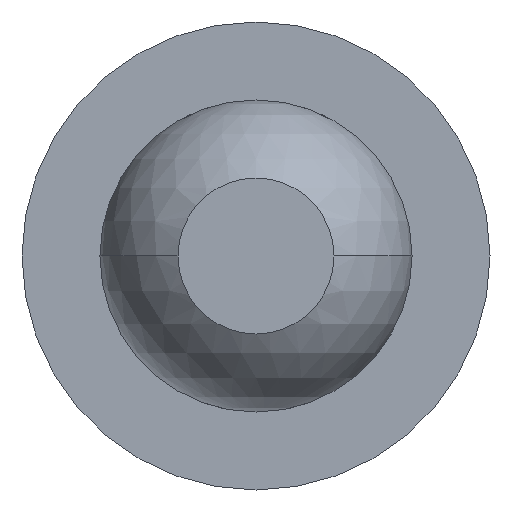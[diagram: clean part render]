
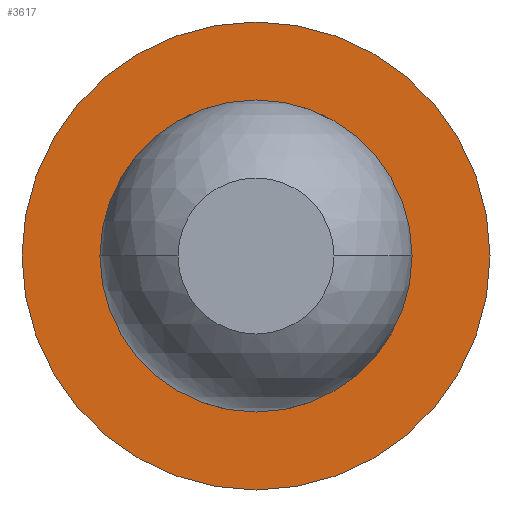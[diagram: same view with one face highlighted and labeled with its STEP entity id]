
A CAD part, front view. The second image highlights one B-rep face of the part: STEP entity #3617.
In plain terms, the highlighted planar face has unit normal (0, -1, 0).
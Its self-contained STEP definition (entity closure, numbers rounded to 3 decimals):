
#77 = EDGE_LOOP ( 'NONE', ( #2530, #1434 ) ) ;
#171 = DIRECTION ( 'NONE',  ( 0., 1., 0. ) ) ;
#216 = AXIS2_PLACEMENT_3D ( 'NONE', #1225, #171, #3638 ) ;
#336 = PLANE ( 'NONE',  #1773 ) ;
#350 = DIRECTION ( 'NONE',  ( 0., 1., 0. ) ) ;
#413 = CARTESIAN_POINT ( 'NONE',  ( 0., 15.5, 0.375 ) ) ;
#617 = DIRECTION ( 'NONE',  ( 0., 0., 1. ) ) ;
#745 = ORIENTED_EDGE ( 'NONE', *, *, #2069, .T. ) ;
#939 = CIRCLE ( 'NONE', #216, 0.375 ) ;
#1008 = EDGE_LOOP ( 'NONE', ( #745, #4068 ) ) ;
#1026 = DIRECTION ( 'NONE',  ( 0., 0., 1. ) ) ;
#1111 = VERTEX_POINT ( 'NONE', #2145 ) ;
#1225 = CARTESIAN_POINT ( 'NONE',  ( 0., 15.5, 0. ) ) ;
#1276 = CARTESIAN_POINT ( 'NONE',  ( 0., 15.5, 0. ) ) ;
#1293 = AXIS2_PLACEMENT_3D ( 'NONE', #1276, #3716, #617 ) ;
#1383 = DIRECTION ( 'NONE',  ( 0., 1., 0. ) ) ;
#1434 = ORIENTED_EDGE ( 'NONE', *, *, #1472, .F. ) ;
#1472 = EDGE_CURVE ( 'Defeature ausgef�hrt2_5+Defeature ausgef�hrt2_6+Defeature ausgef�hrt2_6+Defeature ausgef�hrt2_6', #2303, #2255, #3725, .T. ) ;
#1636 = CIRCLE ( 'NONE', #1293, 0.75 ) ;
#1773 = AXIS2_PLACEMENT_3D ( 'NONE', #2777, #1383, #2084 ) ;
#1851 = DIRECTION ( 'NONE',  ( 0., 0., 1. ) ) ;
#1910 = CARTESIAN_POINT ( 'NONE',  ( 0., 15.5, -0.75 ) ) ;
#2069 = EDGE_CURVE ( 'Defeature ausgef�hrt2_6+Defeature ausgef�hrt2_7+Defeature ausgef�hrt2_7+Defeature ausgef�hrt2_7', #2429, #1111, #939, .T. ) ;
#2084 = DIRECTION ( 'NONE',  ( 0., 0., 1. ) ) ;
#2145 = CARTESIAN_POINT ( 'NONE',  ( 0., 15.5, -0.375 ) ) ;
#2189 = AXIS2_PLACEMENT_3D ( 'NONE', #3517, #350, #1026 ) ;
#2193 = CARTESIAN_POINT ( 'NONE',  ( 0., 15.5, 0. ) ) ;
#2255 = VERTEX_POINT ( 'NONE', #3660 ) ;
#2303 = VERTEX_POINT ( 'NONE', #1910 ) ;
#2429 = VERTEX_POINT ( 'NONE', #413 ) ;
#2530 = ORIENTED_EDGE ( 'NONE', *, *, #3980, .F. ) ;
#2777 = CARTESIAN_POINT ( 'NONE',  ( 0.75, 15.5, 0. ) ) ;
#2810 = AXIS2_PLACEMENT_3D ( 'NONE', #2193, #4267, #1851 ) ;
#3171 = EDGE_CURVE ( 'Defeature ausgef�hrt2_6+Defeature ausgef�hrt2_7+Defeature ausgef�hrt2_7+Defeature ausgef�hrt2_7', #1111, #2429, #3769, .T. ) ;
#3517 = CARTESIAN_POINT ( 'NONE',  ( 0., 15.5, 0. ) ) ;
#3617 = ADVANCED_FACE ( 'Defeature ausgef�hrt2_6', ( #4464, #3659 ), #336, .F. ) ;
#3638 = DIRECTION ( 'NONE',  ( 0., 0., 1. ) ) ;
#3659 = FACE_BOUND ( 'NONE', #1008, .T. ) ;
#3660 = CARTESIAN_POINT ( 'NONE',  ( 0., 15.5, 0.75 ) ) ;
#3716 = DIRECTION ( 'NONE',  ( 0., 1., 0. ) ) ;
#3725 = CIRCLE ( 'NONE', #2189, 0.75 ) ;
#3769 = CIRCLE ( 'NONE', #2810, 0.375 ) ;
#3980 = EDGE_CURVE ( 'Defeature ausgef�hrt2_5+Defeature ausgef�hrt2_6+Defeature ausgef�hrt2_6+Defeature ausgef�hrt2_6', #2255, #2303, #1636, .T. ) ;
#4068 = ORIENTED_EDGE ( 'NONE', *, *, #3171, .T. ) ;
#4267 = DIRECTION ( 'NONE',  ( 0., 1., 0. ) ) ;
#4464 = FACE_OUTER_BOUND ( 'NONE', #77, .T. ) ;
